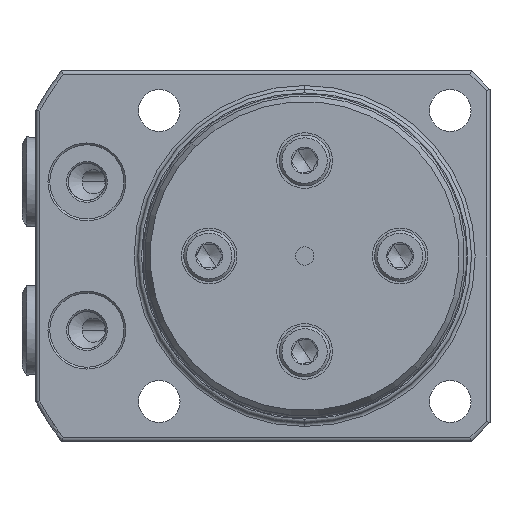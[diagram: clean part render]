
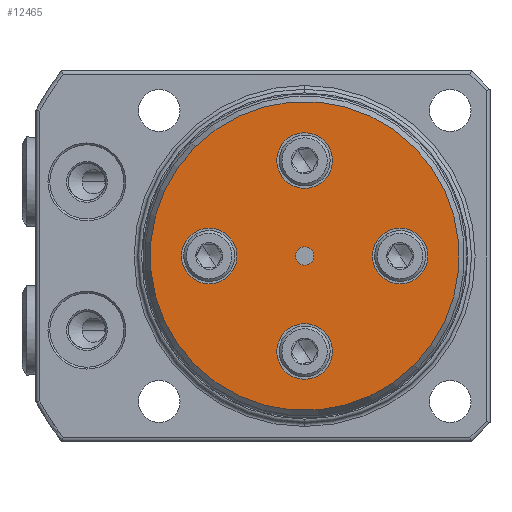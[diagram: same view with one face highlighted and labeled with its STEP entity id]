
A CAD part, front view. The second image highlights one B-rep face of the part: STEP entity #12465.
In plain terms, the highlighted planar face has unit normal (0, -1, 0).
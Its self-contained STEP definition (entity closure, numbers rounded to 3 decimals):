
#867 = AXIS2_PLACEMENT_3D ( 'NONE', #3070, #3071, #3072 ) ;
#868 = AXIS2_PLACEMENT_3D ( 'NONE', #3067, #3068, #3069 ) ;
#870 = AXIS2_PLACEMENT_3D ( 'NONE', #3064, #3065, #3066 ) ;
#871 = AXIS2_PLACEMENT_3D ( 'NONE', #3061, #3062, #3063 ) ;
#872 = AXIS2_PLACEMENT_3D ( 'NONE', #3058, #3059, #3060 ) ;
#874 = AXIS2_PLACEMENT_3D ( 'NONE', #3055, #3056, #3057 ) ;
#904 = AXIS2_PLACEMENT_3D ( 'NONE', #2887, #2894, #2895 ) ;
#1762 = EDGE_CURVE ( 'NONE', #13310, #13309, #11602, .T. ) ;
#1803 = EDGE_CURVE ( 'NONE', #7896, #7897, #11781, .T. ) ;
#1804 = EDGE_CURVE ( 'NONE', #13383, #13384, #11780, .T. ) ;
#1805 = EDGE_CURVE ( 'NONE', #13368, #13376, #11779, .T. ) ;
#1806 = EDGE_CURVE ( 'NONE', #13375, #13373, #11778, .T. ) ;
#1807 = EDGE_CURVE ( 'NONE', #7893, #7912, #11777, .T. ) ;
#1808 = EDGE_CURVE ( 'NONE', #13309, #13310, #11776, .T. ) ;
#2887 = CARTESIAN_POINT ( 'NONE',  ( 0., 0., 0. ) ) ;
#2894 = DIRECTION ( 'NONE',  ( 0., 1., 0. ) ) ;
#2895 = DIRECTION ( 'NONE',  ( 0., 0., 1. ) ) ;
#3055 = CARTESIAN_POINT ( 'NONE',  ( 0., 0., 0. ) ) ;
#3056 = DIRECTION ( 'NONE',  ( 0., -1., 0. ) ) ;
#3057 = DIRECTION ( 'NONE',  ( 0., 0., -1. ) ) ;
#3058 = CARTESIAN_POINT ( 'NONE',  ( 7.283, 0., -7.283 ) ) ;
#3059 = DIRECTION ( 'NONE',  ( 0., -1., 0. ) ) ;
#3060 = DIRECTION ( 'NONE',  ( 0., 0., -1. ) ) ;
#3061 = CARTESIAN_POINT ( 'NONE',  ( 7.283, 0., 7.283 ) ) ;
#3062 = DIRECTION ( 'NONE',  ( 0., -1., 0. ) ) ;
#3063 = DIRECTION ( 'NONE',  ( 0., 0., -1. ) ) ;
#3064 = CARTESIAN_POINT ( 'NONE',  ( -7.283, 0., 7.283 ) ) ;
#3065 = DIRECTION ( 'NONE',  ( 0., -1., 0. ) ) ;
#3066 = DIRECTION ( 'NONE',  ( 0., 0., -1. ) ) ;
#3067 = CARTESIAN_POINT ( 'NONE',  ( -7.283, 0., -7.283 ) ) ;
#3068 = DIRECTION ( 'NONE',  ( 0., -1., 0. ) ) ;
#3069 = DIRECTION ( 'NONE',  ( 0., 0., -1. ) ) ;
#3070 = CARTESIAN_POINT ( 'NONE',  ( 0., 0., 0. ) ) ;
#3071 = DIRECTION ( 'NONE',  ( 0., 1., 0. ) ) ;
#3072 = DIRECTION ( 'NONE',  ( 0., 0., 1. ) ) ;
#4233 = CARTESIAN_POINT ( 'NONE',  ( 7.283, 0., 7.283 ) ) ;
#4234 = DIRECTION ( 'NONE',  ( 0., -1., 0. ) ) ;
#4235 = DIRECTION ( 'NONE',  ( 0., 0., -1. ) ) ;
#4263 = CARTESIAN_POINT ( 'NONE',  ( -7.283, 0., -7.283 ) ) ;
#4264 = DIRECTION ( 'NONE',  ( 0., -1., 0. ) ) ;
#4265 = DIRECTION ( 'NONE',  ( 0., 0., -1. ) ) ;
#4395 = CARTESIAN_POINT ( 'NONE',  ( -7.283, 0., 7.283 ) ) ;
#4399 = DIRECTION ( 'NONE',  ( 0., -1., 0. ) ) ;
#4400 = DIRECTION ( 'NONE',  ( 0., 0., -1. ) ) ;
#4439 = CARTESIAN_POINT ( 'NONE',  ( 7.283, 0., -7.283 ) ) ;
#4461 = DIRECTION ( 'NONE',  ( 0., -1., 0. ) ) ;
#4462 = DIRECTION ( 'NONE',  ( 0., 0., -1. ) ) ;
#4499 = CARTESIAN_POINT ( 'NONE',  ( 0., 0., 0. ) ) ;
#4500 = DIRECTION ( 'NONE',  ( 0., -1., 0. ) ) ;
#4501 = DIRECTION ( 'NONE',  ( 0., 0., -1. ) ) ;
#5414 = EDGE_LOOP ( 'NONE', ( #7365, #7355 ) ) ;
#5415 = EDGE_LOOP ( 'NONE', ( #7359, #7352 ) ) ;
#5416 = EDGE_LOOP ( 'NONE', ( #7356, #7348 ) ) ;
#5417 = EDGE_LOOP ( 'NONE', ( #7354, #7344 ) ) ;
#5418 = EDGE_LOOP ( 'NONE', ( #7350, #7343 ) ) ;
#7060 = AXIS2_PLACEMENT_3D ( 'NONE', #4499, #4500, #4501 ) ;
#7125 = AXIS2_PLACEMENT_3D ( 'NONE', #4439, #4461, #4462 ) ;
#7138 = EDGE_LOOP ( 'NONE', ( #7361, #7357 ) ) ;
#7198 = AXIS2_PLACEMENT_3D ( 'NONE', #4395, #4399, #4400 ) ;
#7307 = AXIS2_PLACEMENT_3D ( 'NONE', #4263, #4264, #4265 ) ;
#7343 = ORIENTED_EDGE ( 'NONE', *, *, #1808, .F. ) ;
#7344 = ORIENTED_EDGE ( 'NONE', *, *, #10388, .F. ) ;
#7348 = ORIENTED_EDGE ( 'NONE', *, *, #10420, .F. ) ;
#7350 = ORIENTED_EDGE ( 'NONE', *, *, #1762, .F. ) ;
#7352 = ORIENTED_EDGE ( 'NONE', *, *, #10378, .F. ) ;
#7354 = ORIENTED_EDGE ( 'NONE', *, *, #1807, .F. ) ;
#7355 = ORIENTED_EDGE ( 'NONE', *, *, #10438, .F. ) ;
#7356 = ORIENTED_EDGE ( 'NONE', *, *, #1806, .F. ) ;
#7357 = ORIENTED_EDGE ( 'NONE', *, *, #10451, .F. ) ;
#7358 = AXIS2_PLACEMENT_3D ( 'NONE', #4233, #4234, #4235 ) ;
#7359 = ORIENTED_EDGE ( 'NONE', *, *, #1805, .F. ) ;
#7361 = ORIENTED_EDGE ( 'NONE', *, *, #1803, .F. ) ;
#7365 = ORIENTED_EDGE ( 'NONE', *, *, #1804, .F. ) ;
#7893 = VERTEX_POINT ( 'NONE', #12923 ) ;
#7896 = VERTEX_POINT ( 'NONE', #12926 ) ;
#7897 = VERTEX_POINT ( 'NONE', #12927 ) ;
#7912 = VERTEX_POINT ( 'NONE', #12942 ) ;
#9800 = FACE_BOUND ( 'NONE', #5417, .T. ) ;
#9820 = FACE_BOUND ( 'NONE', #7138, .T. ) ;
#9822 = FACE_BOUND ( 'NONE', #5416, .T. ) ;
#9860 = FACE_BOUND ( 'NONE', #5414, .T. ) ;
#9861 = FACE_OUTER_BOUND ( 'NONE', #5418, .T. ) ;
#9877 = FACE_BOUND ( 'NONE', #5415, .T. ) ;
#10167 = AXIS2_PLACEMENT_3D ( 'NONE', #11010, #11011, #11012 ) ;
#10378 = EDGE_CURVE ( 'NONE', #13376, #13368, #11542, .T. ) ;
#10388 = EDGE_CURVE ( 'NONE', #7912, #7893, #11538, .T. ) ;
#10420 = EDGE_CURVE ( 'NONE', #13373, #13375, #11519, .T. ) ;
#10438 = EDGE_CURVE ( 'NONE', #13384, #13383, #11513, .T. ) ;
#10451 = EDGE_CURVE ( 'NONE', #7897, #7896, #11506, .T. ) ;
#11009 = PLANE ( 'NONE',  #10167 ) ;
#11010 = CARTESIAN_POINT ( 'NONE',  ( -16.673, 0., 0. ) ) ;
#11011 = DIRECTION ( 'NONE',  ( 0., -1., 0. ) ) ;
#11012 = DIRECTION ( 'NONE',  ( 0., 0., -1. ) ) ;
#11214 = CARTESIAN_POINT ( 'NONE',  ( 0., 0., -16.673 ) ) ;
#11215 = CARTESIAN_POINT ( 'NONE',  ( 0., 0., 16.673 ) ) ;
#11273 = CARTESIAN_POINT ( 'NONE',  ( 7.283, 0., 4.283 ) ) ;
#11278 = CARTESIAN_POINT ( 'NONE',  ( -7.283, 0., 10.283 ) ) ;
#11280 = CARTESIAN_POINT ( 'NONE',  ( -7.283, 0., 4.283 ) ) ;
#11281 = CARTESIAN_POINT ( 'NONE',  ( 7.283, 0., 10.283 ) ) ;
#11288 = CARTESIAN_POINT ( 'NONE',  ( 7.283, 0., -10.283 ) ) ;
#11289 = CARTESIAN_POINT ( 'NONE',  ( 7.283, 0., -4.283 ) ) ;
#11506 = CIRCLE ( 'NONE', #7060, 1. ) ;
#11513 = CIRCLE ( 'NONE', #7125, 3. ) ;
#11519 = CIRCLE ( 'NONE', #7198, 3. ) ;
#11538 = CIRCLE ( 'NONE', #7307, 3. ) ;
#11542 = CIRCLE ( 'NONE', #7358, 3. ) ;
#11602 = CIRCLE ( 'NONE', #904, 16.673 ) ;
#11776 = CIRCLE ( 'NONE', #867, 16.673 ) ;
#11777 = CIRCLE ( 'NONE', #868, 3. ) ;
#11778 = CIRCLE ( 'NONE', #870, 3. ) ;
#11779 = CIRCLE ( 'NONE', #871, 3. ) ;
#11780 = CIRCLE ( 'NONE', #872, 3. ) ;
#11781 = CIRCLE ( 'NONE', #874, 1. ) ;
#12465 = ADVANCED_FACE ( 'NONE', ( #9820, #9860, #9877, #9822, #9800, #9861 ), #11009, .T. ) ;
#12923 = CARTESIAN_POINT ( 'NONE',  ( -7.283, 0., -10.283 ) ) ;
#12926 = CARTESIAN_POINT ( 'NONE',  ( 0., 0., -1. ) ) ;
#12927 = CARTESIAN_POINT ( 'NONE',  ( 0., 0., 1. ) ) ;
#12942 = CARTESIAN_POINT ( 'NONE',  ( -7.283, 0., -4.283 ) ) ;
#13309 = VERTEX_POINT ( 'NONE', #11214 ) ;
#13310 = VERTEX_POINT ( 'NONE', #11215 ) ;
#13368 = VERTEX_POINT ( 'NONE', #11273 ) ;
#13373 = VERTEX_POINT ( 'NONE', #11278 ) ;
#13375 = VERTEX_POINT ( 'NONE', #11280 ) ;
#13376 = VERTEX_POINT ( 'NONE', #11281 ) ;
#13383 = VERTEX_POINT ( 'NONE', #11288 ) ;
#13384 = VERTEX_POINT ( 'NONE', #11289 ) ;
